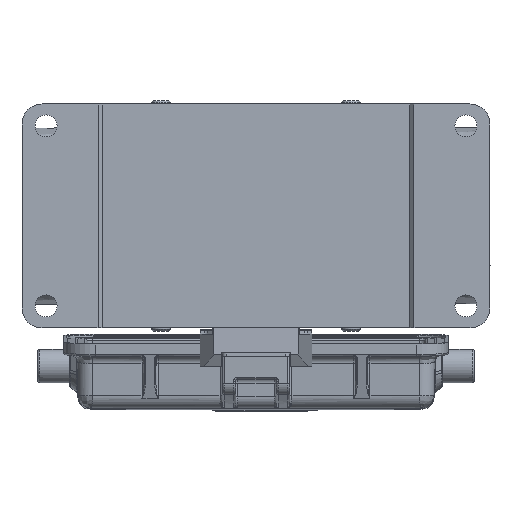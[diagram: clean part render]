
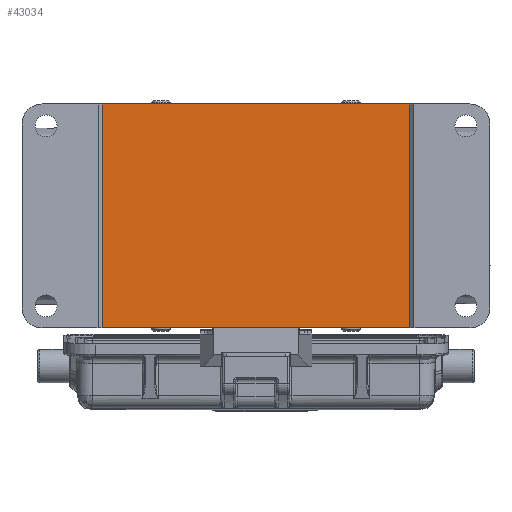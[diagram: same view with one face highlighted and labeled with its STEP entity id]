
A CAD part, front view. The second image highlights one B-rep face of the part: STEP entity #43034.
In plain terms, the highlighted planar face has unit normal (0, -1, 0).
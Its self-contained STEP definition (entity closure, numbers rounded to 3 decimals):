
#3062 = LINE ( 'NONE', #3063, #43346 ) ;
#3063 = CARTESIAN_POINT ( 'NONE',  ( 38.5, -23., 33.6 ) ) ;
#3064 = DIRECTION ( 'NONE',  ( 0., 0., 1. ) ) ;
#3065 = LINE ( 'NONE', #3066, #43351 ) ;
#3066 = CARTESIAN_POINT ( 'NONE',  ( 58.5, -23., -28. ) ) ;
#3067 = DIRECTION ( 'NONE',  ( -1., 0., 0. ) ) ;
#3068 = LINE ( 'NONE', #3069, #43356 ) ;
#3069 = CARTESIAN_POINT ( 'NONE',  ( -58.5, -23., 28. ) ) ;
#3070 = DIRECTION ( 'NONE',  ( 1., 0., 0. ) ) ;
#3071 = LINE ( 'NONE', #3072, #43355 ) ;
#3072 = CARTESIAN_POINT ( 'NONE',  ( -38.5, -23., 33.6 ) ) ;
#3073 = DIRECTION ( 'NONE',  ( 0., 0., -1. ) ) ;
#4684 = ORIENTED_EDGE ( 'NONE', *, *, #26962, .F. ) ;
#4687 = ORIENTED_EDGE ( 'NONE', *, *, #26961, .F. ) ;
#4740 = ORIENTED_EDGE ( 'NONE', *, *, #26963, .T. ) ;
#4744 = ORIENTED_EDGE ( 'NONE', *, *, #26960, .T. ) ;
#17751 = CARTESIAN_POINT ( 'NONE',  ( 38.5, -23., 28. ) ) ;
#17752 = CARTESIAN_POINT ( 'NONE',  ( -38.5, -23., 28. ) ) ;
#17767 = CARTESIAN_POINT ( 'NONE',  ( -38.5, -23., -28. ) ) ;
#17769 = CARTESIAN_POINT ( 'NONE',  ( 38.5, -23., -28. ) ) ;
#26960 = EDGE_CURVE ( 'NONE', #41597, #41579, #3062, .T. ) ;
#26961 = EDGE_CURVE ( 'NONE', #41597, #41595, #3065, .T. ) ;
#26962 = EDGE_CURVE ( 'NONE', #41580, #41579, #3068, .T. ) ;
#26963 = EDGE_CURVE ( 'NONE', #41580, #41595, #3071, .T. ) ;
#28277 = FACE_OUTER_BOUND ( 'NONE', #35970, .T. ) ;
#28278 = AXIS2_PLACEMENT_3D ( 'NONE', #39756, #39757, #39758 ) ;
#35970 = EDGE_LOOP ( 'NONE', ( #4687, #4744, #4684, #4740 ) ) ;
#39755 = PLANE ( 'NONE',  #28278 ) ;
#39756 = CARTESIAN_POINT ( 'NONE',  ( 38.5, -23., 33.6 ) ) ;
#39757 = DIRECTION ( 'NONE',  ( 0., 1., 0. ) ) ;
#39758 = DIRECTION ( 'NONE',  ( 0., 0., 1. ) ) ;
#41579 = VERTEX_POINT ( 'NONE', #17751 ) ;
#41580 = VERTEX_POINT ( 'NONE', #17752 ) ;
#41595 = VERTEX_POINT ( 'NONE', #17767 ) ;
#41597 = VERTEX_POINT ( 'NONE', #17769 ) ;
#43034 = ADVANCED_FACE ( 'NONE', ( #28277 ), #39755, .F. ) ;
#43346 = VECTOR ( 'NONE', #3064, 1000. ) ;
#43351 = VECTOR ( 'NONE', #3067, 1000. ) ;
#43355 = VECTOR ( 'NONE', #3073, 1000. ) ;
#43356 = VECTOR ( 'NONE', #3070, 1000. ) ;
